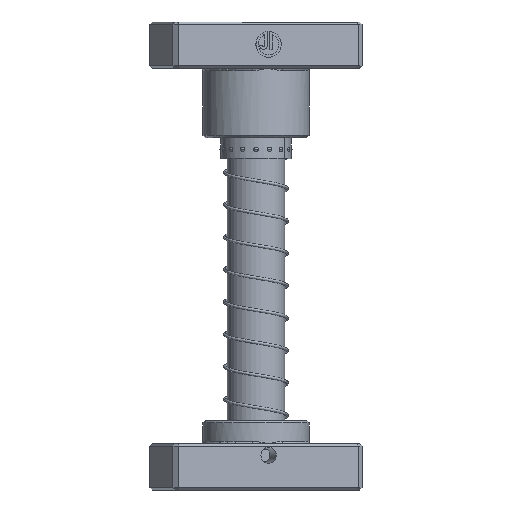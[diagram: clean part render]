
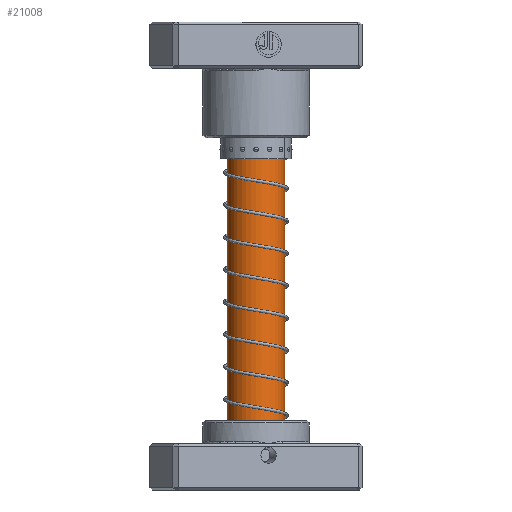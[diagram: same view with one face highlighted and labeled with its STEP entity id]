
A CAD part, front view. The second image highlights one B-rep face of the part: STEP entity #21008.
In plain terms, the highlighted cylindrical face has radius 12.5 mm (diameter 25 mm), a partial arc.
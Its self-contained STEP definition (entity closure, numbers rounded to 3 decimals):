
#2356 = DIRECTION ( 'NONE',  ( -1., 0., 0. ) ) ;
#2570 = AXIS2_PLACEMENT_3D ( 'NONE', #44040, #23403, #2731 ) ;
#2731 = DIRECTION ( 'NONE',  ( 1., 0., 0. ) ) ;
#3941 = CARTESIAN_POINT ( 'NONE',  ( -12.5, 0., 167.5 ) ) ;
#4246 = CIRCLE ( 'NONE', #19987, 12.5 ) ;
#4623 = DIRECTION ( 'NONE',  ( 0., 0., -1. ) ) ;
#5812 = LINE ( 'NONE', #28052, #15001 ) ;
#6379 = VERTEX_POINT ( 'NONE', #10372 ) ;
#6638 = LINE ( 'NONE', #42962, #14754 ) ;
#8691 = EDGE_LOOP ( 'NONE', ( #19007, #20248, #38701, #16282 ) ) ;
#9473 = VERTEX_POINT ( 'NONE', #17680 ) ;
#10372 = CARTESIAN_POINT ( 'NONE',  ( -12.5, 0., 19. ) ) ;
#11296 = CYLINDRICAL_SURFACE ( 'NONE', #38976, 12.5 ) ;
#14754 = VECTOR ( 'NONE', #22305, 1000. ) ;
#15001 = VECTOR ( 'NONE', #42058, 1000. ) ;
#16282 = ORIENTED_EDGE ( 'NONE', *, *, #37688, .F. ) ;
#17680 = CARTESIAN_POINT ( 'NONE',  ( 12.5, 0., 167.5 ) ) ;
#18261 = VERTEX_POINT ( 'NONE', #38851 ) ;
#19007 = ORIENTED_EDGE ( 'NONE', *, *, #41984, .F. ) ;
#19987 = AXIS2_PLACEMENT_3D ( 'NONE', #25286, #4623, #28733 ) ;
#20248 = ORIENTED_EDGE ( 'NONE', *, *, #43436, .T. ) ;
#21008 = ADVANCED_FACE ( 'NONE', ( #30704 ), #11296, .T. ) ;
#22192 = CARTESIAN_POINT ( 'NONE',  ( 0., 0., 170. ) ) ;
#22305 = DIRECTION ( 'NONE',  ( 0., 0., -1. ) ) ;
#23403 = DIRECTION ( 'NONE',  ( 0., 0., -1. ) ) ;
#25286 = CARTESIAN_POINT ( 'NONE',  ( 0., 0., 19. ) ) ;
#28052 = CARTESIAN_POINT ( 'NONE',  ( -12.5, 0., 170. ) ) ;
#28733 = DIRECTION ( 'NONE',  ( -1., 0., 0. ) ) ;
#30369 = CIRCLE ( 'NONE', #2570, 12.5 ) ;
#30704 = FACE_OUTER_BOUND ( 'NONE', #8691, .T. ) ;
#33572 = EDGE_CURVE ( 'NONE', #40177, #6379, #5812, .T. ) ;
#37688 = EDGE_CURVE ( 'NONE', #18261, #6379, #4246, .T. ) ;
#38144 = DIRECTION ( 'NONE',  ( 0., 0., -1. ) ) ;
#38701 = ORIENTED_EDGE ( 'NONE', *, *, #33572, .T. ) ;
#38851 = CARTESIAN_POINT ( 'NONE',  ( 12.5, 0., 19. ) ) ;
#38976 = AXIS2_PLACEMENT_3D ( 'NONE', #22192, #38144, #2356 ) ;
#40177 = VERTEX_POINT ( 'NONE', #3941 ) ;
#41984 = EDGE_CURVE ( 'NONE', #9473, #18261, #6638, .T. ) ;
#42058 = DIRECTION ( 'NONE',  ( 0., 0., -1. ) ) ;
#42962 = CARTESIAN_POINT ( 'NONE',  ( 12.5, 0., 170. ) ) ;
#43436 = EDGE_CURVE ( 'NONE', #9473, #40177, #30369, .T. ) ;
#44040 = CARTESIAN_POINT ( 'NONE',  ( 0., 0., 167.5 ) ) ;
